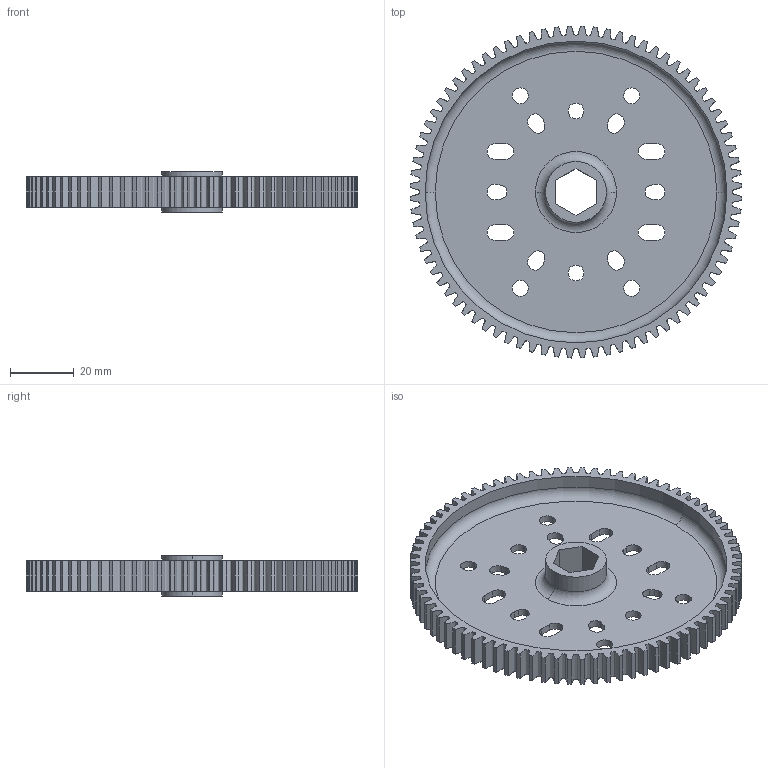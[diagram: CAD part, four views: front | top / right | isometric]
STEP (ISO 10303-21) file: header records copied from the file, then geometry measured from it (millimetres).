
FILE_DESCRIPTION (( 'STEP AP214' ), '1' );
FILE_NAME ('WCP-1437 Rev1.step', '2024-01-26T20:56:23', ( '' ), ( '' ), 'SwSTEP 2.0', 'SolidWorks 2022', '' );
FILE_SCHEMA (( 'AUTOMOTIVE_DESIGN' ));
Length unit declared in the file: inch
Products named in the file (1): WCP-1437 Rev1
Bounding box: 104.1 x 104.1 x 12.65 mm (x, y, z)
Volume: 29454.8 mm3; surface area: 24755.7 mm2
Topology: 1 solids, 1 shells, 392 faces, 1106 edges, 736 vertices
Faces by surface type: bspline 131, cylinder 129, plane 128, torus 4
Entity records: 39130 total; most frequent: CARTESIAN_POINT 29510, ORIENTED_EDGE 2212, DIRECTION 1634, EDGE_CURVE 1106, VERTEX_POINT 736, VECTOR 578, LINE 578, AXIS2_PLACEMENT_3D 528
